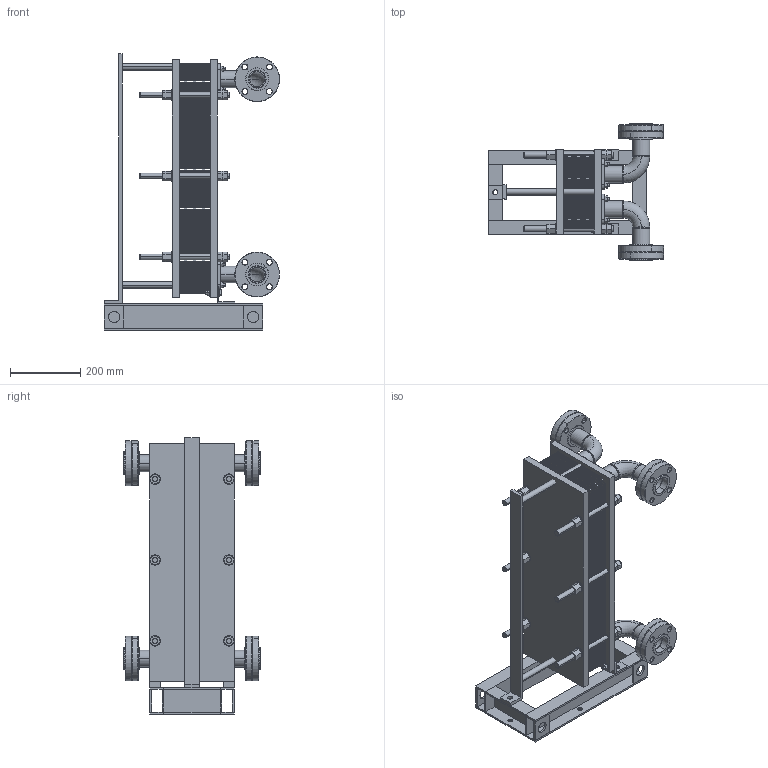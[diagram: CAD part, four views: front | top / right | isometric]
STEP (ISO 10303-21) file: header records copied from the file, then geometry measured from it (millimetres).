
FILE_DESCRIPTION(('CATIA V5 STEP Exchange'),'2;1');
FILE_NAME('TGB OIL COOLER EDL.stp','2019-07-31T05:35:01+00:00',('none'),('none'),'CATIA Version 5 Release 20 GA (IN-10)','CATIA V5 STEP AP203','none');
FILE_SCHEMA(('CONFIG_CONTROL_DESIGN'));
Products named in the file (1): Product1 EDL
Assembly tree (15 placements, depth 2):
  Product1 EDL
    #58
    #62793  x8
    #64036
    #66430  x4
    #67126
Bounding box: 497.48 x 387.4 x 785 mm (x, y, z)
Volume: 13738132.1 mm3; surface area: 9243858.7 mm2
Topology: 141 solids, 141 shells, 2900 faces, 7466 edges, 4872 vertices
Faces by surface type: plane 1712, cylinder 716, cone 440, torus 32
Entity records: 68736 total; most frequent: CARTESIAN_POINT 14160, ORIENTED_EDGE 13152, DIRECTION 7564, EDGE_CURVE 6576, VECTOR 4868, LINE 4868, VERTEX_POINT 4356, EDGE_LOOP 2946
